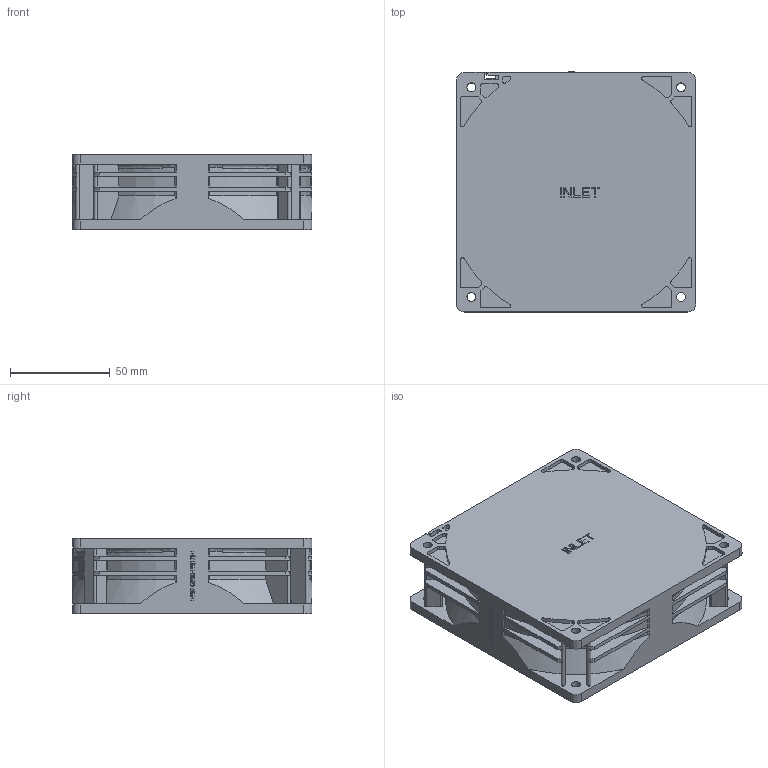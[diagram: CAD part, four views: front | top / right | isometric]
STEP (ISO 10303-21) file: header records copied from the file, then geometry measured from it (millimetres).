
FILE_DESCRIPTION((''),'2;1');
FILE_NAME('PRT0002','2017-04-07T',('yiliang.gong'),(''),'CREO PARAMETRIC BY PTC INC, 2015080','CREO PARAMETRIC BY PTC INC, 2015080','');
FILE_SCHEMA(('CONFIG_CONTROL_DESIGN'));
Length unit declared in the file: millimetre
Products named in the file (1): PRT0002
Bounding box: 120.2 x 120.24 x 38 mm (x, y, z)
Volume: 480834.6 mm3; surface area: 64356.8 mm2
Topology: 1 solids, 1 shells, 877 faces, 2538 edges, 1727 vertices
Faces by surface type: plane 551, cylinder 231, extrusion 60, torus 17, cone 10, bspline 8
Entity records: 32853 total; most frequent: CARTESIAN_POINT 9399, ORIENTED_EDGE 5076, DIRECTION 4600, EDGE_CURVE 2538, VECTOR 1786, VERTEX_POINT 1727, LINE 1726, AXIS2_PLACEMENT_3D 1407
